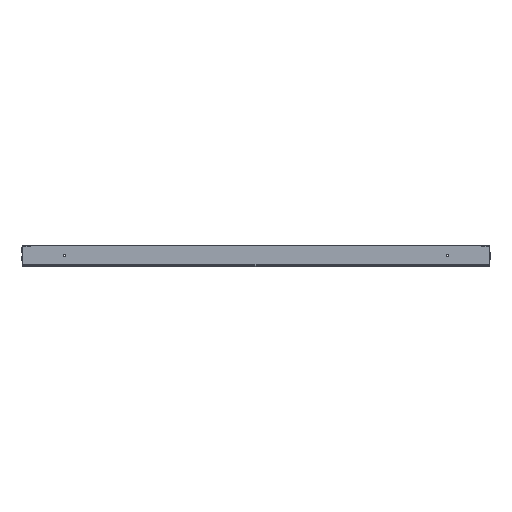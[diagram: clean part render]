
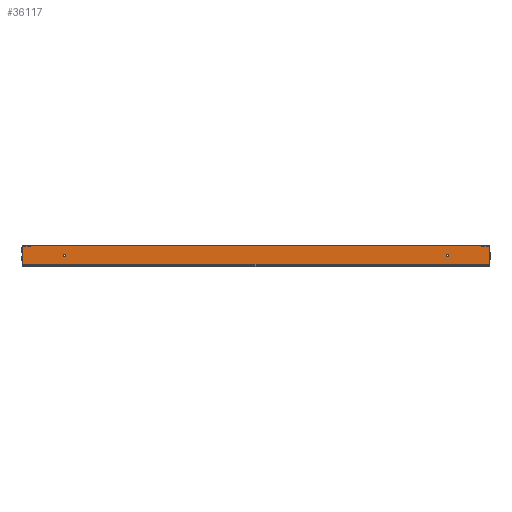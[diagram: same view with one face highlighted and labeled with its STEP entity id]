
A CAD part, front view. The second image highlights one B-rep face of the part: STEP entity #36117.
In plain terms, the highlighted planar face has unit normal (0, -1, 0).
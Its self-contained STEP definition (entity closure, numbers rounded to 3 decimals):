
#357 = EDGE_CURVE ( 'NONE', #31663, #65825, #13025, .T. ) ;
#406 = VERTEX_POINT ( 'NONE', #64015 ) ;
#1131 = LINE ( 'NONE', #25982, #77889 ) ;
#1274 = ORIENTED_EDGE ( 'NONE', *, *, #357, .T. ) ;
#2423 = CARTESIAN_POINT ( 'NONE',  ( 0., -900., 0. ) ) ;
#4544 = CIRCLE ( 'NONE', #61355, 3. ) ;
#4730 = CARTESIAN_POINT ( 'NONE',  ( -547.929, -900., 47. ) ) ;
#5231 = ORIENTED_EDGE ( 'NONE', *, *, #65688, .T. ) ;
#6546 = DIRECTION ( 'NONE',  ( 0., 1., 0. ) ) ;
#6951 = DIRECTION ( 'NONE',  ( 0., 0., 1. ) ) ;
#6965 = VERTEX_POINT ( 'NONE', #29634 ) ;
#7356 = VECTOR ( 'NONE', #40104, 1000. ) ;
#8328 = FACE_BOUND ( 'NONE', #9007, .T. ) ;
#9007 = EDGE_LOOP ( 'NONE', ( #5231, #1274 ) ) ;
#9517 = CARTESIAN_POINT ( 'NONE',  ( -546.929, -900., 48. ) ) ;
#10210 = EDGE_CURVE ( 'NONE', #406, #66005, #22131, .T. ) ;
#11555 = CARTESIAN_POINT ( 'NONE',  ( 546.929, -900., 48. ) ) ;
#12228 = VERTEX_POINT ( 'NONE', #9517 ) ;
#12246 = ORIENTED_EDGE ( 'NONE', *, *, #13285, .T. ) ;
#12416 = DIRECTION ( 'NONE',  ( 0., 0., 1. ) ) ;
#12477 = CARTESIAN_POINT ( 'NONE',  ( -450., -900., 24. ) ) ;
#12702 = AXIS2_PLACEMENT_3D ( 'NONE', #61147, #25514, #6951 ) ;
#13025 = CIRCLE ( 'NONE', #43341, 3. ) ;
#13091 = DIRECTION ( 'NONE',  ( 0., 0., 1. ) ) ;
#13285 = EDGE_CURVE ( 'NONE', #66005, #406, #4544, .T. ) ;
#13346 = CARTESIAN_POINT ( 'NONE',  ( -450., -900., 24. ) ) ;
#13489 = DIRECTION ( 'NONE',  ( 0., 1., 0. ) ) ;
#14463 = LINE ( 'NONE', #38585, #35113 ) ;
#17574 = ORIENTED_EDGE ( 'NONE', *, *, #37798, .F. ) ;
#20709 = CIRCLE ( 'NONE', #67459, 1. ) ;
#22131 = CIRCLE ( 'NONE', #39833, 3. ) ;
#23809 = CARTESIAN_POINT ( 'NONE',  ( -547.929, -900., 2. ) ) ;
#24201 = VERTEX_POINT ( 'NONE', #4730 ) ;
#24491 = EDGE_LOOP ( 'NONE', ( #26088, #51893, #17574, #77242, #43747, #62507 ) ) ;
#25514 = DIRECTION ( 'NONE',  ( 0., 1., 0. ) ) ;
#25982 = CARTESIAN_POINT ( 'NONE',  ( -547.929, -900., 0. ) ) ;
#26001 = EDGE_CURVE ( 'NONE', #51196, #76416, #20709, .T. ) ;
#26088 = ORIENTED_EDGE ( 'NONE', *, *, #46335, .T. ) ;
#27346 = AXIS2_PLACEMENT_3D ( 'NONE', #2423, #13489, #13091 ) ;
#29634 = CARTESIAN_POINT ( 'NONE',  ( 547.929, -900., 2. ) ) ;
#30965 = DIRECTION ( 'NONE',  ( 0., -1., 0. ) ) ;
#31663 = VERTEX_POINT ( 'NONE', #41453 ) ;
#31745 = CARTESIAN_POINT ( 'NONE',  ( -546.929, -900., 47. ) ) ;
#32442 = FACE_OUTER_BOUND ( 'NONE', #24491, .T. ) ;
#35113 = VECTOR ( 'NONE', #62724, 1000. ) ;
#36117 = ADVANCED_FACE ( 'NONE', ( #43194, #8328, #32442 ), #56570, .F. ) ;
#37798 = EDGE_CURVE ( 'NONE', #69099, #24201, #1131, .T. ) ;
#37869 = DIRECTION ( 'NONE',  ( 0., 0., 1. ) ) ;
#38585 = CARTESIAN_POINT ( 'NONE',  ( -550., -900., 2. ) ) ;
#38932 = VECTOR ( 'NONE', #52692, 1000. ) ;
#39833 = AXIS2_PLACEMENT_3D ( 'NONE', #12477, #6546, #67065 ) ;
#40104 = DIRECTION ( 'NONE',  ( -1., 0., 0. ) ) ;
#41453 = CARTESIAN_POINT ( 'NONE',  ( 450., -900., 21. ) ) ;
#43194 = FACE_BOUND ( 'NONE', #65690, .T. ) ;
#43341 = AXIS2_PLACEMENT_3D ( 'NONE', #69555, #58053, #57261 ) ;
#43747 = ORIENTED_EDGE ( 'NONE', *, *, #51819, .T. ) ;
#45272 = LINE ( 'NONE', #50765, #7356 ) ;
#46335 = EDGE_CURVE ( 'NONE', #76416, #12228, #45272, .T. ) ;
#46793 = LINE ( 'NONE', #76425, #38932 ) ;
#46987 = CARTESIAN_POINT ( 'NONE',  ( 547.929, -900., 47. ) ) ;
#48199 = DIRECTION ( 'NONE',  ( 0., 1., 0. ) ) ;
#50765 = CARTESIAN_POINT ( 'NONE',  ( 0., -900., 48. ) ) ;
#51196 = VERTEX_POINT ( 'NONE', #46987 ) ;
#51819 = EDGE_CURVE ( 'NONE', #6965, #51196, #46793, .T. ) ;
#51890 = CIRCLE ( 'NONE', #54452, 1. ) ;
#51893 = ORIENTED_EDGE ( 'NONE', *, *, #66934, .T. ) ;
#52692 = DIRECTION ( 'NONE',  ( 0., 0., 1. ) ) ;
#54452 = AXIS2_PLACEMENT_3D ( 'NONE', #31745, #30965, #12416 ) ;
#56570 = PLANE ( 'NONE',  #27346 ) ;
#57261 = DIRECTION ( 'NONE',  ( 0., 0., 1. ) ) ;
#58053 = DIRECTION ( 'NONE',  ( 0., 1., 0. ) ) ;
#59929 = DIRECTION ( 'NONE',  ( 0., 0., 1. ) ) ;
#61147 = CARTESIAN_POINT ( 'NONE',  ( 450., -900., 24. ) ) ;
#61355 = AXIS2_PLACEMENT_3D ( 'NONE', #13346, #48199, #59929 ) ;
#61858 = ORIENTED_EDGE ( 'NONE', *, *, #10210, .T. ) ;
#62507 = ORIENTED_EDGE ( 'NONE', *, *, #26001, .T. ) ;
#62724 = DIRECTION ( 'NONE',  ( -1., 0., 0. ) ) ;
#63106 = CARTESIAN_POINT ( 'NONE',  ( 450., -900., 27. ) ) ;
#63259 = CIRCLE ( 'NONE', #12702, 3. ) ;
#63985 = DIRECTION ( 'NONE',  ( 0., 0., 1. ) ) ;
#64015 = CARTESIAN_POINT ( 'NONE',  ( -450., -900., 21. ) ) ;
#65688 = EDGE_CURVE ( 'NONE', #65825, #31663, #63259, .T. ) ;
#65690 = EDGE_LOOP ( 'NONE', ( #12246, #61858 ) ) ;
#65825 = VERTEX_POINT ( 'NONE', #63106 ) ;
#66005 = VERTEX_POINT ( 'NONE', #75252 ) ;
#66934 = EDGE_CURVE ( 'NONE', #12228, #24201, #51890, .T. ) ;
#67065 = DIRECTION ( 'NONE',  ( 0., 0., 1. ) ) ;
#67459 = AXIS2_PLACEMENT_3D ( 'NONE', #75441, #70306, #63985 ) ;
#69099 = VERTEX_POINT ( 'NONE', #23809 ) ;
#69555 = CARTESIAN_POINT ( 'NONE',  ( 450., -900., 24. ) ) ;
#70306 = DIRECTION ( 'NONE',  ( 0., -1., 0. ) ) ;
#72620 = EDGE_CURVE ( 'NONE', #6965, #69099, #14463, .T. ) ;
#75252 = CARTESIAN_POINT ( 'NONE',  ( -450., -900., 27. ) ) ;
#75441 = CARTESIAN_POINT ( 'NONE',  ( 546.929, -900., 47. ) ) ;
#76416 = VERTEX_POINT ( 'NONE', #11555 ) ;
#76425 = CARTESIAN_POINT ( 'NONE',  ( 547.929, -900., 0. ) ) ;
#77242 = ORIENTED_EDGE ( 'NONE', *, *, #72620, .F. ) ;
#77889 = VECTOR ( 'NONE', #37869, 1000. ) ;
